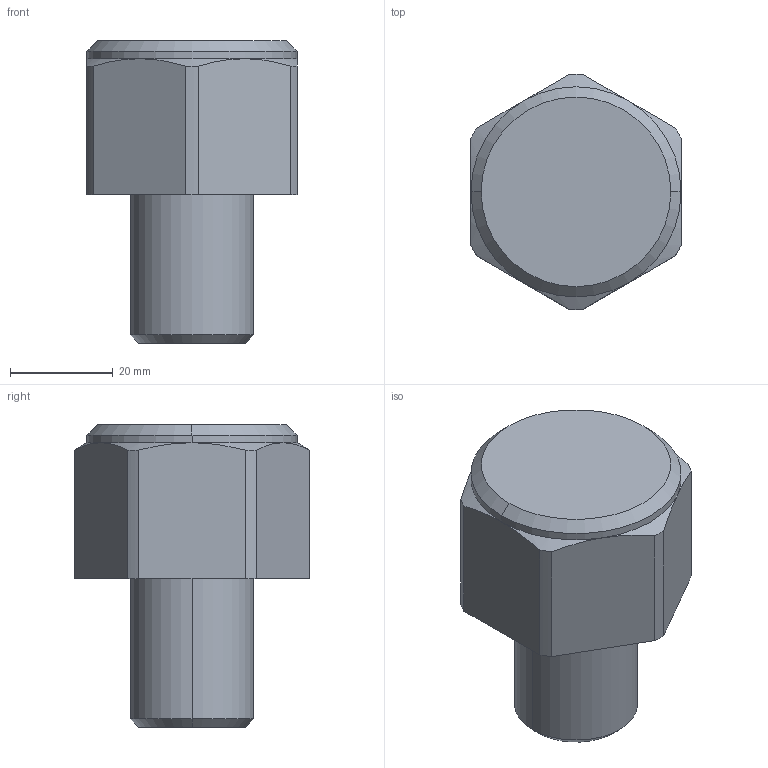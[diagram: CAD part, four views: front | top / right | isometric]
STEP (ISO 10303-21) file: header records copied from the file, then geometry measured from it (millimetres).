
FILE_DESCRIPTION(('STEP AP214'),'1');
FILE_NAME('HALDERN_EH_22690_0064.stp','2017-07-04T09:13:36',('TraceParts'),('TraceParts S.A.'),'Spatial InterOp 3D',' ',' ');
FILE_SCHEMA(('automotive_design'));
Length unit declared in the file: millimetre
Products named in the file (1): HALDERN_EH_22690_0064
Bounding box: 41 x 45.99 x 59 mm (x, y, z)
Volume: 55779.1 mm3; surface area: 8949.4 mm2
Topology: 1 solids, 1 shells, 29 faces, 67 edges, 41 vertices
Faces by surface type: cylinder 10, cone 10, plane 9
Entity records: 825 total; most frequent: CARTESIAN_POINT 162, DIRECTION 144, ORIENTED_EDGE 134, EDGE_CURVE 67, AXIS2_PLACEMENT_3D 59, VERTEX_POINT 41, EDGE_LOOP 30, ADVANCED_FACE 29
